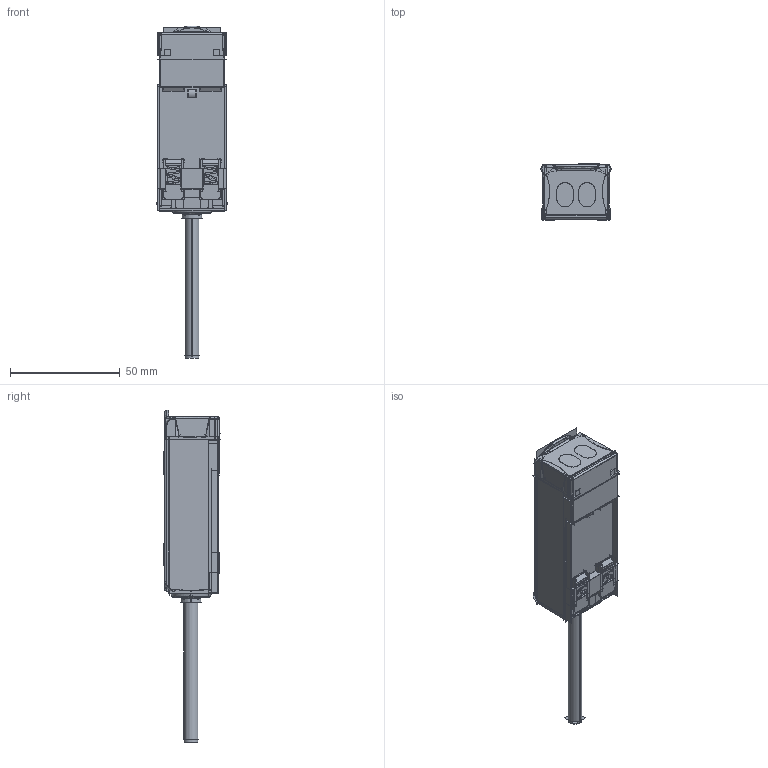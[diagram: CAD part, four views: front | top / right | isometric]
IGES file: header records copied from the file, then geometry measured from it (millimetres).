
Start section:  PTC IGES file: 141701_sm01.igs
Global section: file name: 141701_sm01.igs; native system: Creo Parametric by PTC Inc.; preprocessor: 2019292; author: PDMAdmin; organization: Unknown; date: 20220622.132859; units: millimetre
Bounding box: 32.16 x 25.76 x 151.3 mm (x, y, z)
Volume: 55290.6 mm3; surface area: 86697.8 mm2
Topology: 3 solids, 3 shells, 1216 faces, 6002 edges, 7386 vertices
Faces by surface type: bspline 810, revolution 354, extrusion 52
